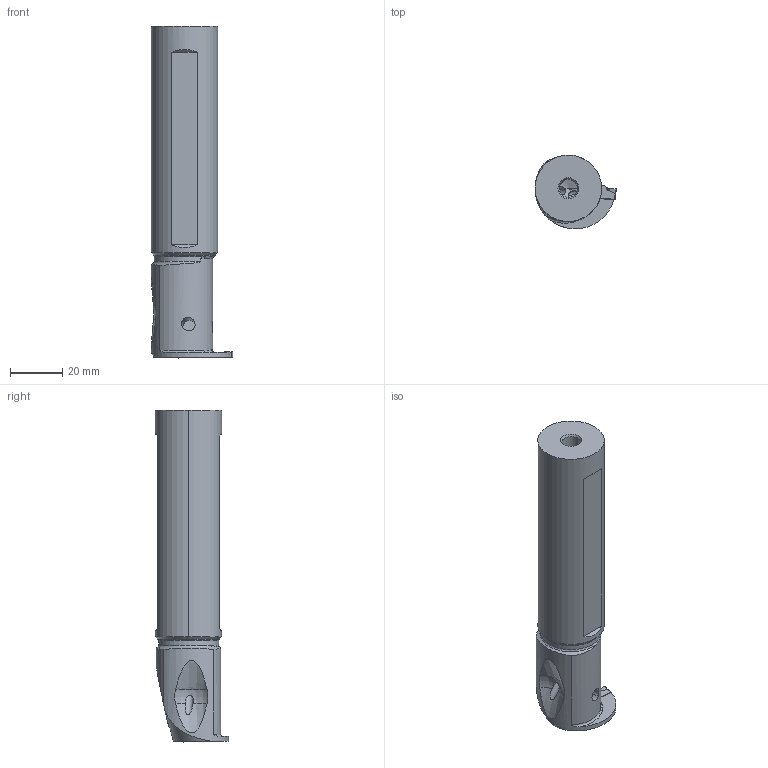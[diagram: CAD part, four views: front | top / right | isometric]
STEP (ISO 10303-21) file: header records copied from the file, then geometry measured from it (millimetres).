
FILE_DESCRIPTION(/* description */ (''),/* implementation_level */ '2;1');
FILE_NAME(/* name */ 'GYALUS16K90B-E06_CW0_098_IR0_01.stp',/* time_stamp */ '2023-03-20T14:53:20+09:00',/* author */ (''),/* organization */ (''),/* preprocessor_version */ 'ST-DEVELOPER v16',/* originating_system */ 'SIEMENS PLM Software NX 10.0',/* authorisation */ '');
FILE_SCHEMA (('AUTOMOTIVE_DESIGN { 1 0 10303 214 3 1 1 1 }'));
Length unit declared in the file: millimetre
Products named in the file (1): GYALUS16K90B-E06_CW0_098_IR0_01_ASM
Bounding box: 31.25 x 28.04 x 127 mm (x, y, z)
Volume: 55275.9 mm3; surface area: 14294.9 mm2
Topology: 2 solids, 2 shells, 126 faces, 407 edges, 314 vertices
Faces by surface type: cylinder 47, plane 44, cone 12, torus 8, bspline 7, extrusion 6, sphere 2
Entity records: 5955 total; most frequent: CARTESIAN_POINT 2373, ORIENTED_EDGE 750, DIRECTION 658, EDGE_CURVE 375, VERTEX_POINT 257, AXIS2_PLACEMENT_3D 250, VECTOR 158, LINE 152
